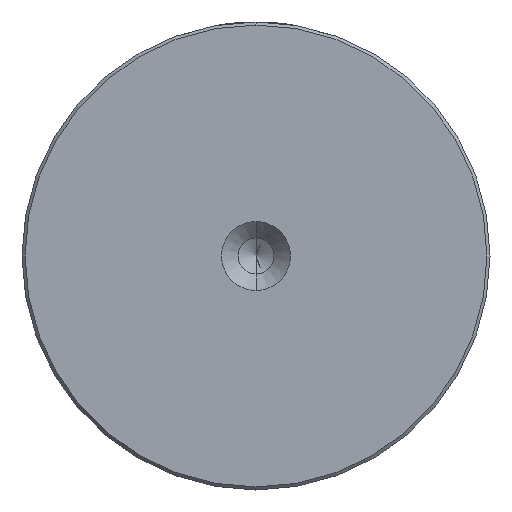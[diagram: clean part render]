
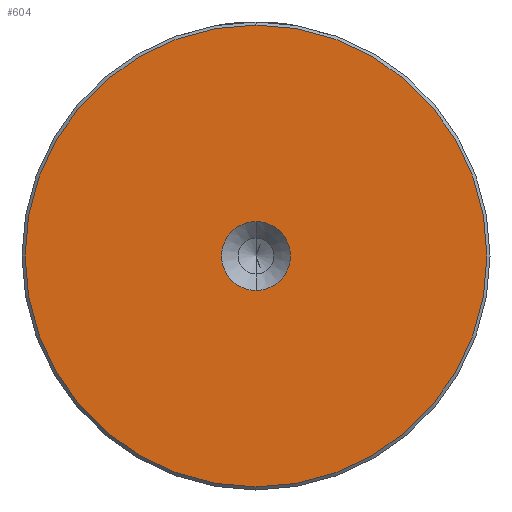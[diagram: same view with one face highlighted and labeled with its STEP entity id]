
A CAD part, left-side view. The second image highlights one B-rep face of the part: STEP entity #604.
In plain terms, the highlighted planar face has unit normal (-1, 0, 0).
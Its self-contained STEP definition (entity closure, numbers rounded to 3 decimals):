
#54 = AXIS2_PLACEMENT_3D ( 'NONE', #1885, #735, #2086 ) ;
#260 = ORIENTED_EDGE ( 'NONE', *, *, #656, .F. ) ;
#264 = VERTEX_POINT ( 'NONE', #662 ) ;
#515 = CIRCLE ( 'NONE', #2459, 37.5 ) ;
#604 = ADVANCED_FACE ( 'NONE', ( #1027, #1481 ), #1488, .T. ) ;
#656 = EDGE_CURVE ( 'NONE', #1405, #1348, #695, .T. ) ;
#662 = CARTESIAN_POINT ( 'NONE',  ( 0., 0., -37.5 ) ) ;
#670 = EDGE_CURVE ( 'NONE', #1276, #264, #515, .T. ) ;
#686 = CARTESIAN_POINT ( 'NONE',  ( 0., 0., 37.5 ) ) ;
#695 = CIRCLE ( 'NONE', #1423, 5.6 ) ;
#735 = DIRECTION ( 'NONE',  ( -1., 0., 0. ) ) ;
#765 = DIRECTION ( 'NONE',  ( 0., 0., 1. ) ) ;
#785 = AXIS2_PLACEMENT_3D ( 'NONE', #865, #2221, #1068 ) ;
#865 = CARTESIAN_POINT ( 'NONE',  ( 0., 0., 0. ) ) ;
#955 = DIRECTION ( 'NONE',  ( -1., 0., 0. ) ) ;
#1027 = FACE_OUTER_BOUND ( 'NONE', #1238, .T. ) ;
#1068 = DIRECTION ( 'NONE',  ( 0., 0., 1. ) ) ;
#1112 = DIRECTION ( 'NONE',  ( 0., 0., 1. ) ) ;
#1159 = CARTESIAN_POINT ( 'NONE',  ( 0., 0., 0. ) ) ;
#1215 = ORIENTED_EDGE ( 'NONE', *, *, #670, .T. ) ;
#1238 = EDGE_LOOP ( 'NONE', ( #2357, #1215 ) ) ;
#1276 = VERTEX_POINT ( 'NONE', #686 ) ;
#1348 = VERTEX_POINT ( 'NONE', #2279 ) ;
#1405 = VERTEX_POINT ( 'NONE', #1652 ) ;
#1423 = AXIS2_PLACEMENT_3D ( 'NONE', #1159, #955, #765 ) ;
#1442 = EDGE_LOOP ( 'NONE', ( #2159, #260 ) ) ;
#1461 = EDGE_CURVE ( 'NONE', #264, #1276, #2138, .T. ) ;
#1481 = FACE_BOUND ( 'NONE', #1442, .T. ) ;
#1488 = PLANE ( 'NONE',  #2199 ) ;
#1652 = CARTESIAN_POINT ( 'NONE',  ( 0., 0., -5.6 ) ) ;
#1885 = CARTESIAN_POINT ( 'NONE',  ( 0., 0., 0. ) ) ;
#1892 = DIRECTION ( 'NONE',  ( -1., 0., 0. ) ) ;
#1957 = CARTESIAN_POINT ( 'NONE',  ( 0., 0., 0. ) ) ;
#2076 = CARTESIAN_POINT ( 'NONE',  ( 0., 0., 0. ) ) ;
#2081 = DIRECTION ( 'NONE',  ( 0., 0., 1. ) ) ;
#2086 = DIRECTION ( 'NONE',  ( 0., 0., 1. ) ) ;
#2138 = CIRCLE ( 'NONE', #54, 37.5 ) ;
#2159 = ORIENTED_EDGE ( 'NONE', *, *, #2507, .F. ) ;
#2199 = AXIS2_PLACEMENT_3D ( 'NONE', #2076, #2446, #1112 ) ;
#2221 = DIRECTION ( 'NONE',  ( -1., 0., 0. ) ) ;
#2279 = CARTESIAN_POINT ( 'NONE',  ( 0., 0., 5.6 ) ) ;
#2357 = ORIENTED_EDGE ( 'NONE', *, *, #1461, .T. ) ;
#2446 = DIRECTION ( 'NONE',  ( -1., 0., 0. ) ) ;
#2459 = AXIS2_PLACEMENT_3D ( 'NONE', #1957, #1892, #2081 ) ;
#2464 = CIRCLE ( 'NONE', #785, 5.6 ) ;
#2507 = EDGE_CURVE ( 'NONE', #1348, #1405, #2464, .T. ) ;
